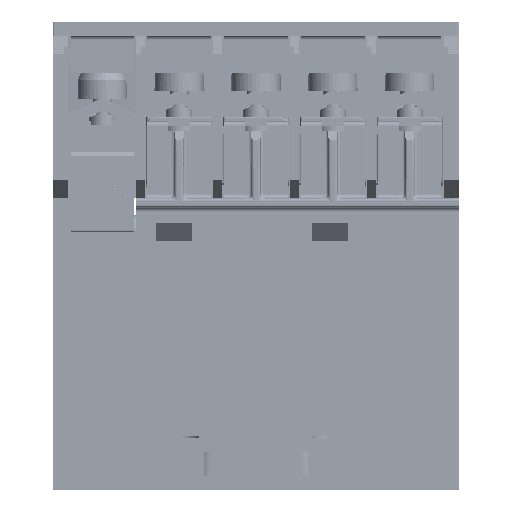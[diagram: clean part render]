
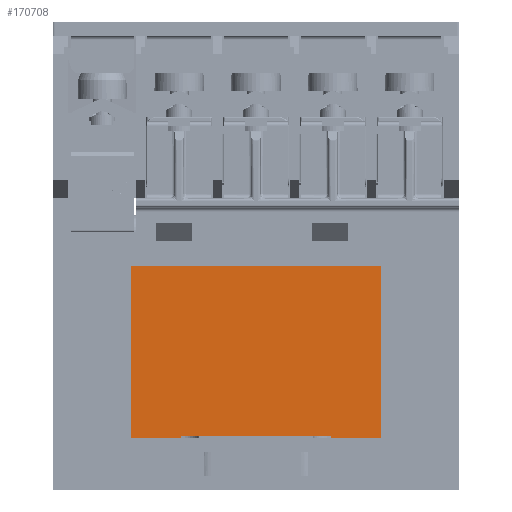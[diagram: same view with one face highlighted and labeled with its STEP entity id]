
A CAD part, front view. The second image highlights one B-rep face of the part: STEP entity #170708.
In plain terms, the highlighted planar face has unit normal (0, -1, 0).
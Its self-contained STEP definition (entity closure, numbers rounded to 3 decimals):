
#155252=CARTESIAN_POINT('',(-13.875,-22.175,6.75));
#155253=VERTEX_POINT('',#155252);
#155260=CARTESIAN_POINT('',(13.875,-22.175,6.75));
#155261=VERTEX_POINT('',#155260);
#155262=CARTESIAN_POINT('',(-13.875,-22.175,6.75));
#155263=DIRECTION('',(1.0,0.0,0.0));
#155264=VECTOR('',#155263,27.75);
#155265=LINE('',#155262,#155264);
#155266=EDGE_CURVE('',#155253,#155261,#155265,.T.);
#157533=CARTESIAN_POINT('',(13.875,-22.175,-12.25));
#157534=VERTEX_POINT('',#157533);
#157543=CARTESIAN_POINT('',(13.875,-22.175,-12.25));
#157544=DIRECTION('',(0.0,0.0,1.0));
#157545=VECTOR('',#157544,19.0);
#157546=LINE('',#157543,#157545);
#157547=EDGE_CURVE('',#157534,#155261,#157546,.T.);
#157559=CARTESIAN_POINT('',(-13.875,-22.175,-12.25));
#157560=VERTEX_POINT('',#157559);
#157567=CARTESIAN_POINT('',(-13.875,-22.175,6.75));
#157568=DIRECTION('',(0.0,0.0,-1.0));
#157569=VECTOR('',#157568,19.);
#157570=LINE('',#157567,#157569);
#157571=EDGE_CURVE('',#155253,#157560,#157570,.T.);
#161645=CARTESIAN_POINT('',(-8.25,-22.175,-12.25));
#161646=VERTEX_POINT('',#161645);
#161654=CARTESIAN_POINT('',(-13.875,-22.175,-12.25));
#161655=DIRECTION('',(1.0,0.0,0.0));
#161656=VECTOR('',#161655,5.625);
#161657=LINE('',#161654,#161656);
#161658=EDGE_CURVE('',#157560,#161646,#161657,.T.);
#161714=CARTESIAN_POINT('',(8.25,-22.175,-12.));
#161715=VERTEX_POINT('',#161714);
#161723=CARTESIAN_POINT('',(-8.25,-22.175,-12.));
#161724=VERTEX_POINT('',#161723);
#161725=CARTESIAN_POINT('',(-8.25,-22.175,-12.));
#161726=DIRECTION('',(1.0,0.0,0.0));
#161727=VECTOR('',#161726,16.5);
#161728=LINE('',#161725,#161727);
#161729=EDGE_CURVE('',#161724,#161715,#161728,.T.);
#170634=CARTESIAN_POINT('',(8.25,-22.175,-12.25));
#170635=VERTEX_POINT('',#170634);
#170650=CARTESIAN_POINT('',(8.25,-22.175,-12.25));
#170651=DIRECTION('',(1.0,0.0,0.0));
#170652=VECTOR('',#170651,5.625);
#170653=LINE('',#170650,#170652);
#170654=EDGE_CURVE('',#170635,#157534,#170653,.T.);
#170677=CARTESIAN_POINT('',(8.25,-22.175,-12.25));
#170678=DIRECTION('',(0.0,0.0,1.0));
#170679=VECTOR('',#170678,0.25);
#170680=LINE('',#170677,#170679);
#170681=EDGE_CURVE('',#170635,#161715,#170680,.T.);
#170688=CARTESIAN_POINT('',(0.,-22.175,-3.75));
#170689=DIRECTION('',(0.0,1.0,0.0));
#170690=DIRECTION('',(0.0,0.0,1.0));
#170691=AXIS2_PLACEMENT_3D('',#170688,#170689,#170690);
#170692=PLANE('',#170691);
#170693=CARTESIAN_POINT('',(-8.25,-22.175,-12.));
#170694=DIRECTION('',(0.0,0.0,-1.0));
#170695=VECTOR('',#170694,0.25);
#170696=LINE('',#170693,#170695);
#170697=EDGE_CURVE('',#161724,#161646,#170696,.T.);
#170698=ORIENTED_EDGE('',*,*,#170697,.F.);
#170699=ORIENTED_EDGE('',*,*,#161729,.T.);
#170700=ORIENTED_EDGE('',*,*,#170681,.F.);
#170701=ORIENTED_EDGE('',*,*,#170654,.T.);
#170702=ORIENTED_EDGE('',*,*,#157547,.T.);
#170703=ORIENTED_EDGE('',*,*,#155266,.F.);
#170704=ORIENTED_EDGE('',*,*,#157571,.T.);
#170705=ORIENTED_EDGE('',*,*,#161658,.T.);
#170706=EDGE_LOOP('',(#170698,#170699,#170700,#170701,#170702,#170703,#170704,#170705));
#170707=FACE_OUTER_BOUND('',#170706,.T.);
#170708=ADVANCED_FACE('',(#170707),#170692,.F.);
